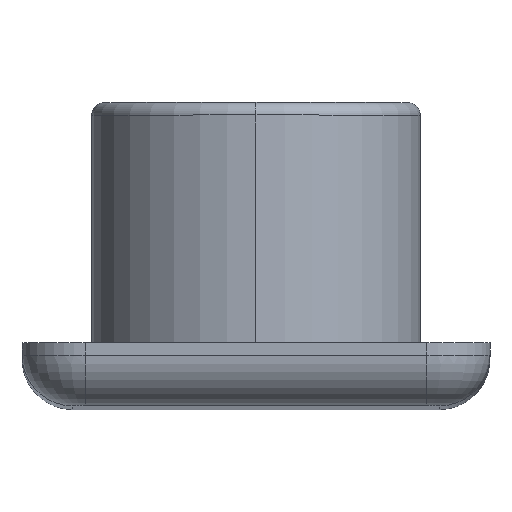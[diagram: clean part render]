
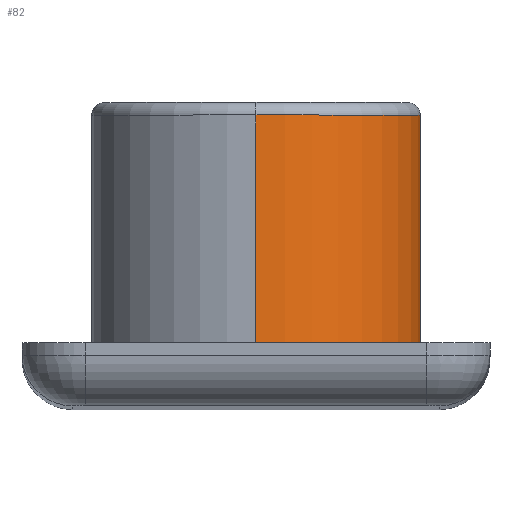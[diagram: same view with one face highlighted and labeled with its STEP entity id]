
A CAD part, top view. The second image highlights one B-rep face of the part: STEP entity #82.
In plain terms, the highlighted cylindrical face has radius 6.5 mm (diameter 13 mm), a partial arc.
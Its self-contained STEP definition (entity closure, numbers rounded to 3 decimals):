
#57 = VERTEX_POINT ( 'NONE', #518 ) ;
#73 = EDGE_LOOP ( 'NONE', ( #83, #163, #134, #153 ) ) ;
#75 = EDGE_CURVE ( 'NONE', #179, #57, #490, .T. ) ;
#81 = VERTEX_POINT ( 'NONE', #531 ) ;
#82 = ADVANCED_FACE ( 'NONE', ( #527 ), #548, .T. ) ;
#83 = ORIENTED_EDGE ( 'NONE', *, *, #162, .T. ) ;
#95 = VERTEX_POINT ( 'NONE', #492 ) ;
#134 = ORIENTED_EDGE ( 'NONE', *, *, #147, .T. ) ;
#147 = EDGE_CURVE ( 'NONE', #57, #81, #627, .T. ) ;
#153 = ORIENTED_EDGE ( 'NONE', *, *, #159, .F. ) ;
#159 = EDGE_CURVE ( 'NONE', #95, #81, #660, .T. ) ;
#162 = EDGE_CURVE ( 'NONE', #95, #179, #693, .T. ) ;
#163 = ORIENTED_EDGE ( 'NONE', *, *, #75, .T. ) ;
#179 = VERTEX_POINT ( 'NONE', #688 ) ;
#490 = LINE ( 'NONE', #542, #541 ) ;
#491 = CARTESIAN_POINT ( 'NONE',  ( 0., 12., 35.5 ) ) ;
#492 = CARTESIAN_POINT ( 'NONE',  ( 0., 11.5, 29. ) ) ;
#518 = CARTESIAN_POINT ( 'NONE',  ( 0., 2.5, 42. ) ) ;
#527 = FACE_OUTER_BOUND ( 'NONE', #73, .T. ) ;
#528 = AXIS2_PLACEMENT_3D ( 'NONE', #491, #552, #539 ) ;
#531 = CARTESIAN_POINT ( 'NONE',  ( 0., 2.5, 29. ) ) ;
#539 = DIRECTION ( 'NONE',  ( 0., 0., -1. ) ) ;
#540 = DIRECTION ( 'NONE',  ( 0., -1., 0. ) ) ;
#541 = VECTOR ( 'NONE', #540, 1000. ) ;
#542 = CARTESIAN_POINT ( 'NONE',  ( 0., 12., 42. ) ) ;
#548 = CYLINDRICAL_SURFACE ( 'NONE', #528, 6.5 ) ;
#552 = DIRECTION ( 'NONE',  ( 0., -1., 0. ) ) ;
#618 = DIRECTION ( 'NONE',  ( 0., 0., -1. ) ) ;
#619 = DIRECTION ( 'NONE',  ( 0., 1., 0. ) ) ;
#620 = AXIS2_PLACEMENT_3D ( 'NONE', #625, #619, #618 ) ;
#625 = CARTESIAN_POINT ( 'NONE',  ( 0., 2.5, 35.5 ) ) ;
#627 = CIRCLE ( 'NONE', #620, 6.5 ) ;
#643 = AXIS2_PLACEMENT_3D ( 'NONE', #653, #683, #682 ) ;
#653 = CARTESIAN_POINT ( 'NONE',  ( 0., 11.5, 35.5 ) ) ;
#660 = LINE ( 'NONE', #699, #698 ) ;
#682 = DIRECTION ( 'NONE',  ( 0., 0., 1. ) ) ;
#683 = DIRECTION ( 'NONE',  ( 0., -1., 0. ) ) ;
#688 = CARTESIAN_POINT ( 'NONE',  ( 0., 11.5, 42. ) ) ;
#693 = CIRCLE ( 'NONE', #643, 6.5 ) ;
#697 = DIRECTION ( 'NONE',  ( 0., -1., 0. ) ) ;
#698 = VECTOR ( 'NONE', #697, 1000. ) ;
#699 = CARTESIAN_POINT ( 'NONE',  ( 0., 12., 29. ) ) ;
